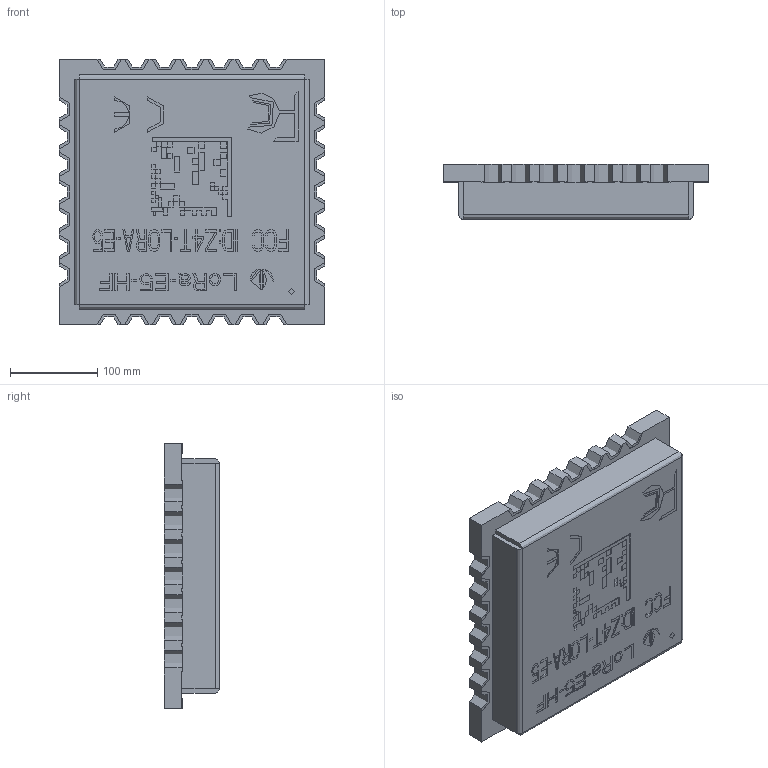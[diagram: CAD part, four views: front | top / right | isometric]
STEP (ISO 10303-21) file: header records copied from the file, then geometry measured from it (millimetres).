
FILE_DESCRIPTION(/* description */ (''),/* implementation_level */ '2;1');
FILE_NAME(/* name */ 'LoRa-E5-HF v2.step',/* time_stamp */ '2020-11-26T12:17:36+01:00',/* author */ (''),/* organization */ (''),/* preprocessor_version */ 'ST-DEVELOPER v18.1',/* originating_system */ 'Autodesk Translation Framework v9.3.0.1241',/* authorisation */ '');
FILE_SCHEMA (('AUTOMOTIVE_DESIGN { 1 0 10303 214 3 1 1 }'));
Length unit declared in the file: inch
Products named in the file (1): LoRa-E5-HF
Bounding box: 304.8 x 63.75 x 304.8 mm (x, y, z)
Volume: 2346778.3 mm3; surface area: 425988.6 mm2
Topology: 1 solids, 1 shells, 1068 faces, 2937 edges, 1941 vertices
Faces by surface type: plane 989, cylinder 72, bspline 7
Full cylindrical faces by diameter (mm): 7.62 x1
Entity records: 33521 total; most frequent: CARTESIAN_POINT 6064, ORIENTED_EDGE 5874, DIRECTION 5189, EDGE_CURVE 2937, LINE 2777, VECTOR 2777, VERTEX_POINT 1941, AXIS2_PLACEMENT_3D 1206
